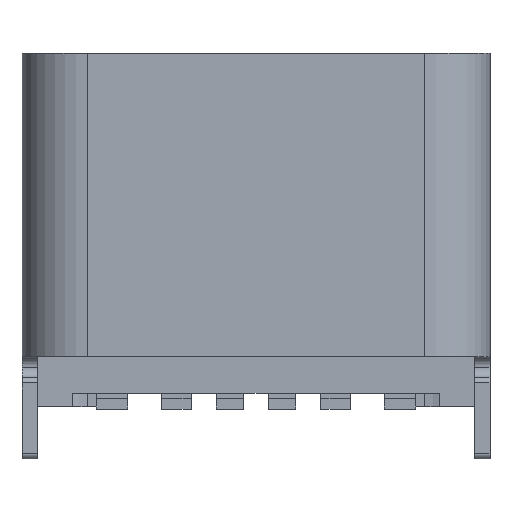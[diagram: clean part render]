
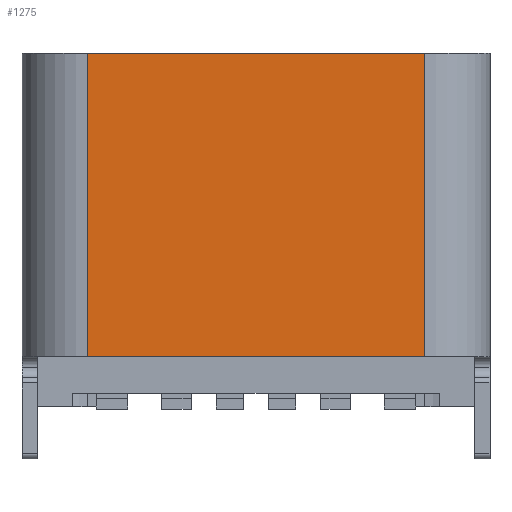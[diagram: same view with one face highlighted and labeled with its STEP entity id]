
A CAD part, front view. The second image highlights one B-rep face of the part: STEP entity #1275.
In plain terms, the highlighted planar face has unit normal (0, -1, 0).
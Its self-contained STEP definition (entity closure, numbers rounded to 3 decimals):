
#93 = DIRECTION ( 'NONE',  ( 0., 0., 1. ) ) ;
#550 = VERTEX_POINT ( 'NONE', #8417 ) ;
#709 = DIRECTION ( 'NONE',  ( 1., 0., 0. ) ) ;
#1205 = EDGE_LOOP ( 'NONE', ( #3598, #14459, #2280, #4312 ) ) ;
#1275 = ADVANCED_FACE ( 'NONE', ( #2141 ), #14793, .T. ) ;
#2141 = FACE_OUTER_BOUND ( 'NONE', #1205, .T. ) ;
#2280 = ORIENTED_EDGE ( 'NONE', *, *, #16543, .T. ) ;
#3220 = LINE ( 'NONE', #14691, #10278 ) ;
#3598 = ORIENTED_EDGE ( 'NONE', *, *, #6729, .F. ) ;
#4312 = ORIENTED_EDGE ( 'NONE', *, *, #6828, .T. ) ;
#6275 = CARTESIAN_POINT ( 'NONE',  ( -3.22, -1.58, -3.375 ) ) ;
#6729 = EDGE_CURVE ( 'NONE', #550, #17065, #10844, .T. ) ;
#6828 = EDGE_CURVE ( 'NONE', #8130, #17065, #13086, .T. ) ;
#7616 = CARTESIAN_POINT ( 'NONE',  ( -3.22, -1.58, -3.375 ) ) ;
#8130 = VERTEX_POINT ( 'NONE', #18286 ) ;
#8417 = CARTESIAN_POINT ( 'NONE',  ( -3.22, -1.58, 3.375 ) ) ;
#8933 = DIRECTION ( 'NONE',  ( 0., -1., 0. ) ) ;
#9022 = DIRECTION ( 'NONE',  ( 0., 0., -1. ) ) ;
#10169 = CARTESIAN_POINT ( 'NONE',  ( 3.22, -1.58, -3.375 ) ) ;
#10278 = VECTOR ( 'NONE', #14874, 1000. ) ;
#10395 = DIRECTION ( 'NONE',  ( 0., 0., 1. ) ) ;
#10844 = LINE ( 'NONE', #15132, #11113 ) ;
#11113 = VECTOR ( 'NONE', #709, 1000. ) ;
#12096 = EDGE_CURVE ( 'NONE', #13263, #550, #17445, .T. ) ;
#13086 = LINE ( 'NONE', #10169, #13215 ) ;
#13183 = CARTESIAN_POINT ( 'NONE',  ( -3.22, -1.58, -2.425 ) ) ;
#13215 = VECTOR ( 'NONE', #93, 1000. ) ;
#13263 = VERTEX_POINT ( 'NONE', #13183 ) ;
#13621 = AXIS2_PLACEMENT_3D ( 'NONE', #7616, #8933, #9022 ) ;
#14459 = ORIENTED_EDGE ( 'NONE', *, *, #12096, .F. ) ;
#14475 = CARTESIAN_POINT ( 'NONE',  ( 3.22, -1.58, 3.375 ) ) ;
#14691 = CARTESIAN_POINT ( 'NONE',  ( -4.47, -1.58, -2.425 ) ) ;
#14793 = PLANE ( 'NONE',  #13621 ) ;
#14874 = DIRECTION ( 'NONE',  ( 1., 0., 0. ) ) ;
#15132 = CARTESIAN_POINT ( 'NONE',  ( -3.22, -1.58, 3.375 ) ) ;
#16543 = EDGE_CURVE ( 'NONE', #13263, #8130, #3220, .T. ) ;
#16747 = VECTOR ( 'NONE', #10395, 1000. ) ;
#17065 = VERTEX_POINT ( 'NONE', #14475 ) ;
#17445 = LINE ( 'NONE', #6275, #16747 ) ;
#18286 = CARTESIAN_POINT ( 'NONE',  ( 3.22, -1.58, -2.425 ) ) ;
